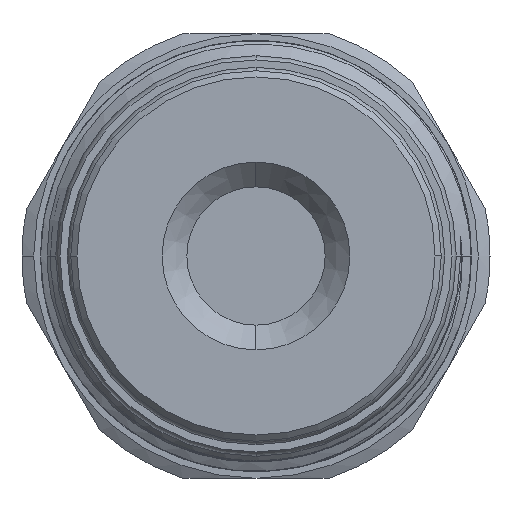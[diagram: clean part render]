
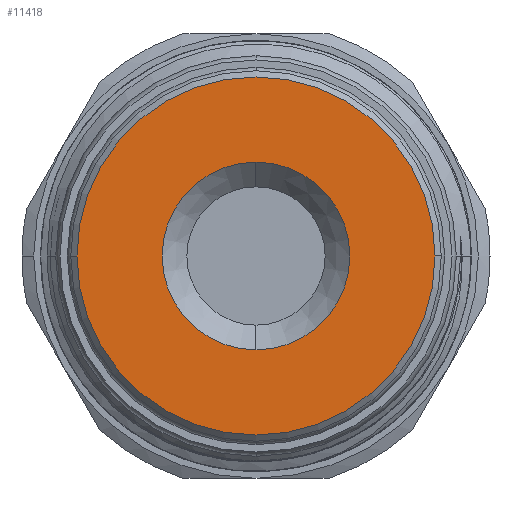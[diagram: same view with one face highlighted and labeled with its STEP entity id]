
A CAD part, left-side view. The second image highlights one B-rep face of the part: STEP entity #11418.
In plain terms, the highlighted planar face has unit normal (-1, 0, 0).
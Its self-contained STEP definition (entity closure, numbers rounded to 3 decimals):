
#137 = DIRECTION ( 'NONE',  ( 1., 0., 0. ) ) ;
#331 = CARTESIAN_POINT ( 'NONE',  ( -47.8, 0., -7.6 ) ) ;
#669 = DIRECTION ( 'NONE',  ( 1., 0., 0. ) ) ;
#855 = ORIENTED_EDGE ( 'NONE', *, *, #3153, .T. ) ;
#2028 = DIRECTION ( 'NONE',  ( 0., 1., 0. ) ) ;
#2117 = CARTESIAN_POINT ( 'NONE',  ( -47.8, 0., 0. ) ) ;
#2122 = FACE_OUTER_BOUND ( 'NONE', #2662, .T. ) ;
#2310 = DIRECTION ( 'NONE',  ( 0., 1., 0. ) ) ;
#2446 = EDGE_CURVE ( 'NONE', #5931, #7099, #10226, .T. ) ;
#2662 = EDGE_LOOP ( 'NONE', ( #10482, #8787 ) ) ;
#2734 = AXIS2_PLACEMENT_3D ( 'NONE', #6314, #10502, #2310 ) ;
#3153 = EDGE_CURVE ( 'NONE', #7512, #7659, #5381, .T. ) ;
#3841 = AXIS2_PLACEMENT_3D ( 'NONE', #2117, #9321, #2028 ) ;
#3873 = DIRECTION ( 'NONE',  ( -1., 0., 0. ) ) ;
#3917 = AXIS2_PLACEMENT_3D ( 'NONE', #10405, #137, #10356 ) ;
#4158 = EDGE_CURVE ( 'NONE', #7659, #7512, #7468, .T. ) ;
#4321 = PLANE ( 'NONE',  #3917 ) ;
#4915 = DIRECTION ( 'NONE',  ( 0., 1., 0. ) ) ;
#5381 = CIRCLE ( 'NONE', #6270, 7.6 ) ;
#5474 = CIRCLE ( 'NONE', #7293, 14.5 ) ;
#5656 = FACE_BOUND ( 'NONE', #8125, .T. ) ;
#5931 = VERTEX_POINT ( 'NONE', #6309 ) ;
#6270 = AXIS2_PLACEMENT_3D ( 'NONE', #8901, #669, #6842 ) ;
#6309 = CARTESIAN_POINT ( 'NONE',  ( -47.8, -14.5, 0. ) ) ;
#6314 = CARTESIAN_POINT ( 'NONE',  ( -47.8, 0., 0. ) ) ;
#6842 = DIRECTION ( 'NONE',  ( 0., 1., 0. ) ) ;
#7099 = VERTEX_POINT ( 'NONE', #10853 ) ;
#7293 = AXIS2_PLACEMENT_3D ( 'NONE', #9002, #3873, #4915 ) ;
#7468 = CIRCLE ( 'NONE', #2734, 7.6 ) ;
#7512 = VERTEX_POINT ( 'NONE', #10793 ) ;
#7659 = VERTEX_POINT ( 'NONE', #331 ) ;
#8125 = EDGE_LOOP ( 'NONE', ( #855, #9645 ) ) ;
#8787 = ORIENTED_EDGE ( 'NONE', *, *, #2446, .T. ) ;
#8901 = CARTESIAN_POINT ( 'NONE',  ( -47.8, 0., 0. ) ) ;
#9002 = CARTESIAN_POINT ( 'NONE',  ( -47.8, 0., 0. ) ) ;
#9321 = DIRECTION ( 'NONE',  ( -1., 0., 0. ) ) ;
#9645 = ORIENTED_EDGE ( 'NONE', *, *, #4158, .T. ) ;
#10226 = CIRCLE ( 'NONE', #3841, 14.5 ) ;
#10356 = DIRECTION ( 'NONE',  ( 0., 1., 0. ) ) ;
#10405 = CARTESIAN_POINT ( 'NONE',  ( -47.8, 0., 0. ) ) ;
#10482 = ORIENTED_EDGE ( 'NONE', *, *, #12916, .T. ) ;
#10502 = DIRECTION ( 'NONE',  ( 1., 0., 0. ) ) ;
#10793 = CARTESIAN_POINT ( 'NONE',  ( -47.8, 0., 7.6 ) ) ;
#10853 = CARTESIAN_POINT ( 'NONE',  ( -47.8, 14.5, 0. ) ) ;
#11418 = ADVANCED_FACE ( 'NONE', ( #2122, #5656 ), #4321, .F. ) ;
#12916 = EDGE_CURVE ( 'NONE', #7099, #5931, #5474, .T. ) ;
